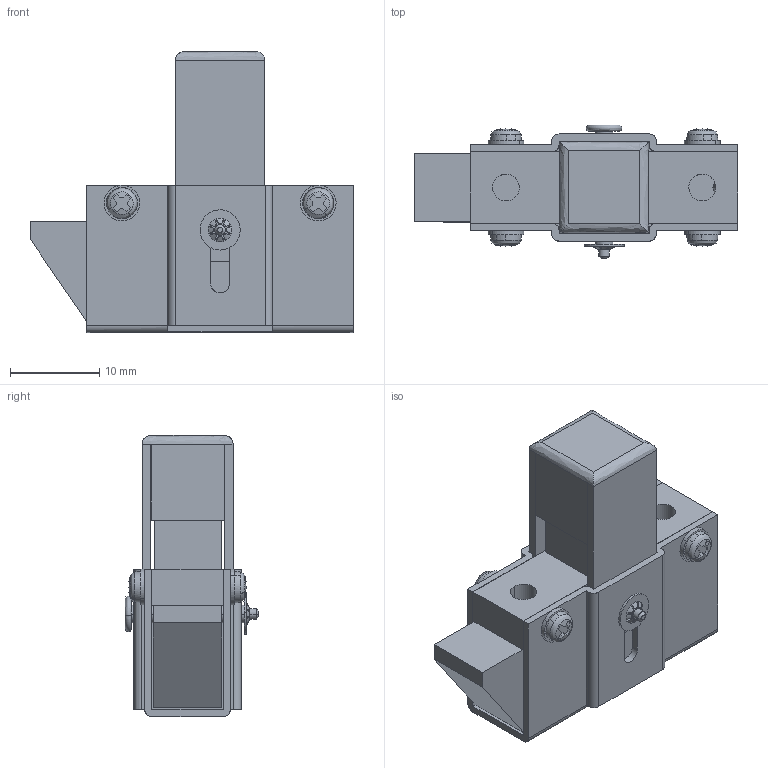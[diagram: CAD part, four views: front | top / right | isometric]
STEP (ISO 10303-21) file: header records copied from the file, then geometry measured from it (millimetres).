
FILE_DESCRIPTION((''),'2;1');
FILE_NAME('','2005-07-15T14:10:03',(''),(''),'','CADfix','');
FILE_SCHEMA(('AUTOMOTIVE_DESIGN'));
Length unit declared in the file: millimetre
Products named in the file (9): screw; spring bearing; rivet; retainer; latch; housing; bouton; base; TL_135L_13615_36
Assembly tree (11 placements, depth 2):
  TL_135L_13615_36
    screw  x4
    spring bearing
    rivet
    retainer
    latch
    housing
    bouton
    base
Bounding box: 36.29 x 15 x 31.5 mm (x, y, z)
Volume: 4668.9 mm3; surface area: 7042.7 mm2
Topology: 11 solids, 11 shells, 323 faces, 934 edges, 641 vertices
Faces by surface type: bspline 323
Entity records: 7850 total; most frequent: CARTESIAN_POINT 3793, ORIENTED_EDGE 1340, EDGE_CURVE 670, VERTEX_POINT 455, QUASI_UNIFORM_CURVE 391, EDGE_LOOP 261, FACE_OUTER_BOUND 233, ADVANCED_FACE 233
